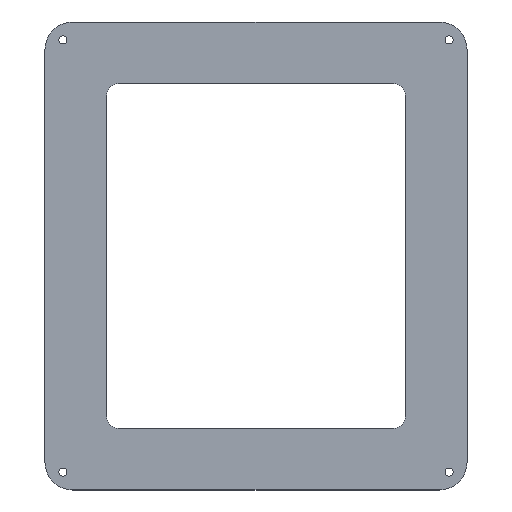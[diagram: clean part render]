
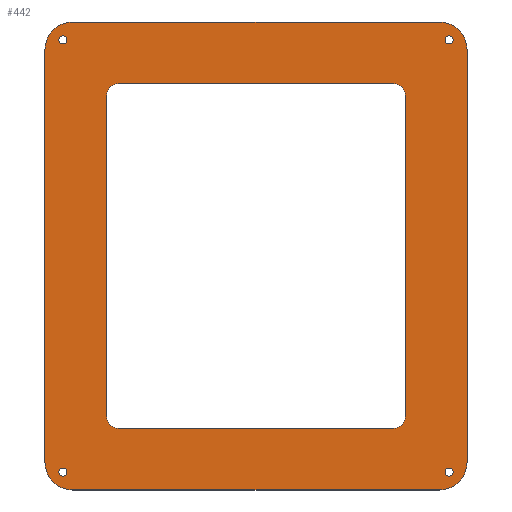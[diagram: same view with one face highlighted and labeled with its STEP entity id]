
A CAD part, top view. The second image highlights one B-rep face of the part: STEP entity #442.
In plain terms, the highlighted planar face has unit normal (0, 0, 1).
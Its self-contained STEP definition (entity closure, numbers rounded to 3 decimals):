
#24=FACE_BOUND('',#88,.T.);
#25=FACE_BOUND('',#89,.T.);
#26=FACE_BOUND('',#90,.T.);
#27=FACE_BOUND('',#91,.T.);
#28=FACE_BOUND('',#92,.T.);
#38=PLANE('',#503);
#60=FACE_OUTER_BOUND('',#87,.T.);
#87=EDGE_LOOP('',(#389,#390,#391,#392,#393,#394,#395,#396));
#88=EDGE_LOOP('',(#397,#398,#399,#400,#401,#402,#403,#404));
#89=EDGE_LOOP('',(#405));
#90=EDGE_LOOP('',(#406));
#91=EDGE_LOOP('',(#407));
#92=EDGE_LOOP('',(#408));
#95=LINE('',#652,#131);
#99=LINE('',#664,#135);
#103=LINE('',#676,#139);
#108=LINE('',#688,#144);
#119=LINE('',#738,#155);
#125=LINE('',#753,#161);
#127=LINE('',#759,#163);
#128=LINE('',#761,#164);
#131=VECTOR('',#519,10.);
#135=VECTOR('',#531,10.);
#139=VECTOR('',#543,10.);
#144=VECTOR('',#556,10.);
#155=VECTOR('',#607,10.);
#161=VECTOR('',#623,10.);
#163=VECTOR('',#631,10.);
#164=VECTOR('',#634,10.);
#165=CIRCLE('',#459,5.);
#167=CIRCLE('',#463,5.);
#169=CIRCLE('',#467,5.);
#171=CIRCLE('',#471,5.);
#173=CIRCLE('',#475,1.75);
#175=CIRCLE('',#478,1.75);
#177=CIRCLE('',#481,1.75);
#179=CIRCLE('',#484,1.75);
#181=CIRCLE('',#487,12.);
#186=CIRCLE('',#495,12.);
#187=CIRCLE('',#497,12.);
#188=CIRCLE('',#500,12.);
#189=VERTEX_POINT('',#642);
#190=VERTEX_POINT('',#643);
#193=VERTEX_POINT('',#651);
#195=VERTEX_POINT('',#657);
#197=VERTEX_POINT('',#663);
#199=VERTEX_POINT('',#669);
#201=VERTEX_POINT('',#675);
#203=VERTEX_POINT('',#681);
#205=VERTEX_POINT('',#690);
#207=VERTEX_POINT('',#696);
#209=VERTEX_POINT('',#702);
#211=VERTEX_POINT('',#708);
#213=VERTEX_POINT('',#714);
#214=VERTEX_POINT('',#715);
#223=VERTEX_POINT('',#737);
#224=VERTEX_POINT('',#741);
#225=VERTEX_POINT('',#745);
#226=VERTEX_POINT('',#746);
#227=VERTEX_POINT('',#751);
#228=VERTEX_POINT('',#755);
#229=EDGE_CURVE('',#189,#190,#165,.T.);
#233=EDGE_CURVE('',#193,#190,#95,.T.);
#236=EDGE_CURVE('',#193,#195,#167,.T.);
#239=EDGE_CURVE('',#197,#195,#99,.T.);
#242=EDGE_CURVE('',#197,#199,#169,.T.);
#245=EDGE_CURVE('',#201,#199,#103,.T.);
#248=EDGE_CURVE('',#201,#203,#171,.T.);
#252=EDGE_CURVE('',#189,#203,#108,.T.);
#253=EDGE_CURVE('',#205,#205,#173,.T.);
#256=EDGE_CURVE('',#207,#207,#175,.T.);
#259=EDGE_CURVE('',#209,#209,#177,.T.);
#262=EDGE_CURVE('',#211,#211,#179,.T.);
#265=EDGE_CURVE('',#213,#214,#181,.T.);
#276=EDGE_CURVE('',#223,#214,#119,.T.);
#278=EDGE_CURVE('',#223,#224,#186,.T.);
#280=EDGE_CURVE('',#225,#226,#187,.T.);
#284=EDGE_CURVE('',#225,#227,#125,.T.);
#285=EDGE_CURVE('',#228,#227,#188,.T.);
#287=EDGE_CURVE('',#228,#224,#127,.T.);
#288=EDGE_CURVE('',#213,#226,#128,.T.);
#389=ORIENTED_EDGE('',*,*,#265,.F.);
#390=ORIENTED_EDGE('',*,*,#288,.T.);
#391=ORIENTED_EDGE('',*,*,#280,.F.);
#392=ORIENTED_EDGE('',*,*,#284,.T.);
#393=ORIENTED_EDGE('',*,*,#285,.F.);
#394=ORIENTED_EDGE('',*,*,#287,.T.);
#395=ORIENTED_EDGE('',*,*,#278,.F.);
#396=ORIENTED_EDGE('',*,*,#276,.T.);
#397=ORIENTED_EDGE('',*,*,#252,.T.);
#398=ORIENTED_EDGE('',*,*,#248,.F.);
#399=ORIENTED_EDGE('',*,*,#245,.T.);
#400=ORIENTED_EDGE('',*,*,#242,.F.);
#401=ORIENTED_EDGE('',*,*,#239,.T.);
#402=ORIENTED_EDGE('',*,*,#236,.F.);
#403=ORIENTED_EDGE('',*,*,#233,.T.);
#404=ORIENTED_EDGE('',*,*,#229,.F.);
#405=ORIENTED_EDGE('',*,*,#253,.T.);
#406=ORIENTED_EDGE('',*,*,#256,.T.);
#407=ORIENTED_EDGE('',*,*,#259,.T.);
#408=ORIENTED_EDGE('',*,*,#262,.T.);
#442=ADVANCED_FACE('',(#60,#24,#25,#26,#27,#28),#38,.T.);
#459=AXIS2_PLACEMENT_3D('',#644,#511,#512);
#463=AXIS2_PLACEMENT_3D('',#658,#524,#525);
#467=AXIS2_PLACEMENT_3D('',#670,#536,#537);
#471=AXIS2_PLACEMENT_3D('',#682,#548,#549);
#475=AXIS2_PLACEMENT_3D('',#691,#559,#560);
#478=AXIS2_PLACEMENT_3D('',#697,#566,#567);
#481=AXIS2_PLACEMENT_3D('',#703,#573,#574);
#484=AXIS2_PLACEMENT_3D('',#709,#580,#581);
#487=AXIS2_PLACEMENT_3D('',#716,#587,#588);
#495=AXIS2_PLACEMENT_3D('',#742,#611,#612);
#497=AXIS2_PLACEMENT_3D('',#747,#616,#617);
#500=AXIS2_PLACEMENT_3D('',#756,#626,#627);
#503=AXIS2_PLACEMENT_3D('',#762,#635,#636);
#511=DIRECTION('center_axis',(0.,0.,1.));
#512=DIRECTION('ref_axis',(0.707,-0.707,0.));
#519=DIRECTION('',(0.,-1.,0.));
#524=DIRECTION('center_axis',(0.,0.,1.));
#525=DIRECTION('ref_axis',(0.707,0.707,0.));
#531=DIRECTION('',(1.,0.,0.));
#536=DIRECTION('center_axis',(0.,0.,1.));
#537=DIRECTION('ref_axis',(-0.707,0.707,0.));
#543=DIRECTION('',(0.,1.,0.));
#548=DIRECTION('center_axis',(0.,0.,1.));
#549=DIRECTION('ref_axis',(-0.707,-0.707,0.));
#556=DIRECTION('',(-1.,0.,0.));
#559=DIRECTION('center_axis',(0.,0.,-1.));
#560=DIRECTION('ref_axis',(-1.,0.,0.));
#566=DIRECTION('center_axis',(0.,0.,-1.));
#567=DIRECTION('ref_axis',(-1.,0.,0.));
#573=DIRECTION('center_axis',(0.,0.,-1.));
#574=DIRECTION('ref_axis',(-1.,0.,0.));
#580=DIRECTION('center_axis',(0.,0.,-1.));
#581=DIRECTION('ref_axis',(-1.,0.,0.));
#587=DIRECTION('center_axis',(0.,0.,-1.));
#588=DIRECTION('ref_axis',(-0.707,0.707,0.));
#607=DIRECTION('',(-1.,0.,0.));
#611=DIRECTION('center_axis',(0.,0.,-1.));
#612=DIRECTION('ref_axis',(0.707,0.707,0.));
#616=DIRECTION('center_axis',(0.,0.,-1.));
#617=DIRECTION('ref_axis',(-0.707,-0.707,0.));
#623=DIRECTION('',(1.,0.,0.));
#626=DIRECTION('center_axis',(0.,0.,-1.));
#627=DIRECTION('ref_axis',(0.707,-0.707,0.));
#631=DIRECTION('',(0.,1.,0.));
#634=DIRECTION('',(0.,-1.,0.));
#635=DIRECTION('center_axis',(0.,0.,1.));
#636=DIRECTION('ref_axis',(1.,0.,0.));
#642=CARTESIAN_POINT('',(151.8,26.8,5.));
#643=CARTESIAN_POINT('',(156.8,31.8,5.));
#644=CARTESIAN_POINT('Origin',(151.8,31.8,5.));
#651=CARTESIAN_POINT('',(156.8,171.8,5.));
#652=CARTESIAN_POINT('',(156.8,139.3,5.));
#657=CARTESIAN_POINT('',(151.8,176.8,5.));
#658=CARTESIAN_POINT('Origin',(151.8,171.8,5.));
#663=CARTESIAN_POINT('',(31.8,176.8,5.));
#664=CARTESIAN_POINT('',(59.3,176.8,5.));
#669=CARTESIAN_POINT('',(26.8,171.8,5.));
#670=CARTESIAN_POINT('Origin',(31.8,171.8,5.));
#675=CARTESIAN_POINT('',(26.8,31.8,5.));
#676=CARTESIAN_POINT('',(26.8,64.3,5.));
#681=CARTESIAN_POINT('',(31.8,26.8,5.));
#682=CARTESIAN_POINT('Origin',(31.8,31.8,5.));
#688=CARTESIAN_POINT('',(124.3,26.8,5.));
#690=CARTESIAN_POINT('',(177.55,195.8,5.));
#691=CARTESIAN_POINT('Origin',(175.8,195.8,5.));
#696=CARTESIAN_POINT('',(9.55,7.8,5.));
#697=CARTESIAN_POINT('Origin',(7.8,7.8,5.));
#702=CARTESIAN_POINT('',(9.55,195.8,5.));
#703=CARTESIAN_POINT('Origin',(7.8,195.8,5.));
#708=CARTESIAN_POINT('',(177.55,7.8,5.));
#709=CARTESIAN_POINT('Origin',(175.8,7.8,5.));
#714=CARTESIAN_POINT('',(0.,191.6,5.));
#715=CARTESIAN_POINT('',(12.,203.6,5.));
#716=CARTESIAN_POINT('Origin',(12.,191.6,5.));
#737=CARTESIAN_POINT('',(171.6,203.6,5.));
#738=CARTESIAN_POINT('',(183.6,203.6,5.));
#741=CARTESIAN_POINT('',(183.6,191.6,5.));
#742=CARTESIAN_POINT('Origin',(171.6,191.6,5.));
#745=CARTESIAN_POINT('',(12.,0.,5.));
#746=CARTESIAN_POINT('',(0.,12.,5.));
#747=CARTESIAN_POINT('Origin',(12.,12.,5.));
#751=CARTESIAN_POINT('',(171.6,0.,5.));
#753=CARTESIAN_POINT('',(0.,0.,5.));
#755=CARTESIAN_POINT('',(183.6,12.,5.));
#756=CARTESIAN_POINT('Origin',(171.6,12.,5.));
#759=CARTESIAN_POINT('',(183.6,0.,5.));
#761=CARTESIAN_POINT('',(0.,203.6,5.));
#762=CARTESIAN_POINT('Origin',(91.8,101.8,5.));
